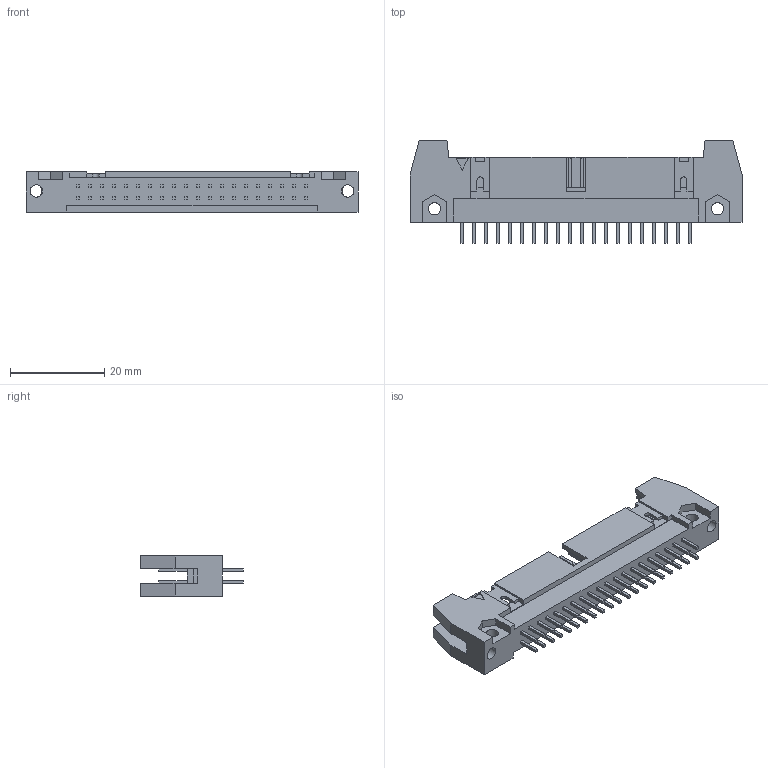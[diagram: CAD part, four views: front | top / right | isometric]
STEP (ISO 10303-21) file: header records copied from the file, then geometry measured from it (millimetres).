
FILE_DESCRIPTION(/* description */ (''),/* implementation_level */ '2;1');
FILE_NAME(/* name */ '100601840ugm000_b.stp',/* time_stamp */ '2016-03-01T14:44:14+01:00',/* author */ (''),/* organization */ (''),/* preprocessor_version */ 'ST-DEVELOPER v16',/* originating_system */ 'SIEMENS PLM Software NX 10.0',/* authorisation */ '');
FILE_SCHEMA (('AUTOMOTIVE_DESIGN { 1 0 10303 214 3 1 1 1 }'));
Length unit declared in the file: millimetre
Products named in the file (1): 100601840ugm000_b
Bounding box: 70.4 x 21.8 x 8.5 mm (x, y, z)
Volume: 4956.8 mm3; surface area: 5802.5 mm2
Topology: 1 solids, 1 shells, 508 faces, 1281 edges, 850 vertices
Faces by surface type: plane 502, cylinder 6
Full cylindrical faces by diameter (mm): 2.6 x4
Entity records: 17766 total; most frequent: CARTESIAN_POINT 2640, ORIENTED_EDGE 2562, DIRECTION 2319, EDGE_CURVE 1281, LINE 1261, VECTOR 1261, VERTEX_POINT 850, EDGE_LOOP 595
